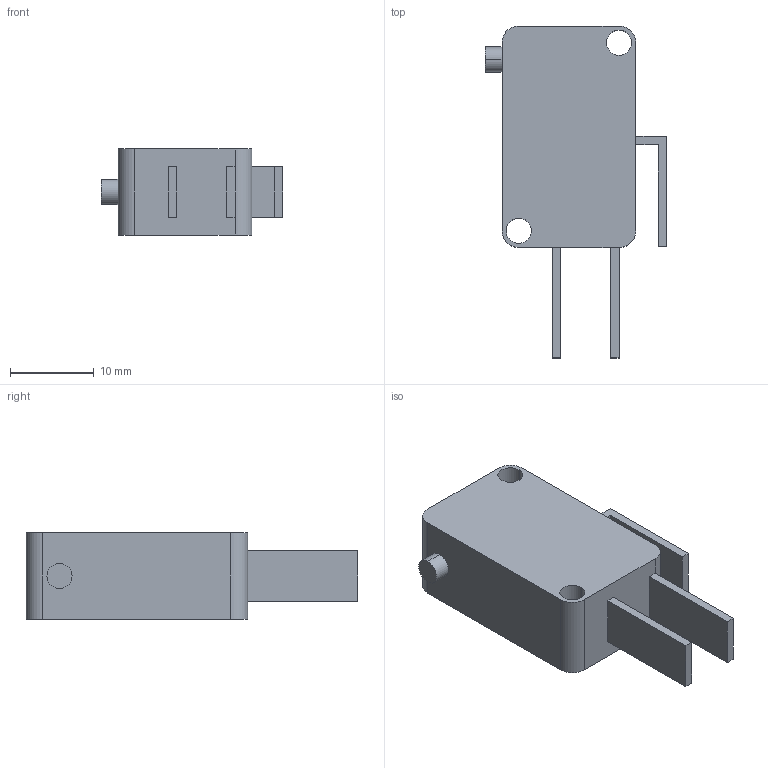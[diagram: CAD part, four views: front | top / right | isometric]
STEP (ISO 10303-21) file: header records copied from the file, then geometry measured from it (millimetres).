
FILE_DESCRIPTION((''),'2;1');
FILE_NAME('3d_GEX1011M.stp','2012-10-03T11:03:48',(''),(''),'Mechanical Desktop 2011','Mechanical Desktop 2011',', , ');
FILE_SCHEMA(('CONFIG_CONTROL_DESIGN'));
Length unit declared in the file: millimetre
Products named in the file (1): Product
Bounding box: 21.7 x 39.7 x 10.3 mm (x, y, z)
Volume: 4454.2 mm3; surface area: 2458.2 mm2
Topology: 1 solids, 1 shells, 34 faces, 85 edges, 56 vertices
Faces by surface type: plane 24, cylinder 10
Entity records: 1116 total; most frequent: CARTESIAN_POINT 176, DIRECTION 175, ORIENTED_EDGE 170, EDGE_CURVE 85, VECTOR 65, LINE 65, VERTEX_POINT 56, AXIS2_PLACEMENT_3D 55
